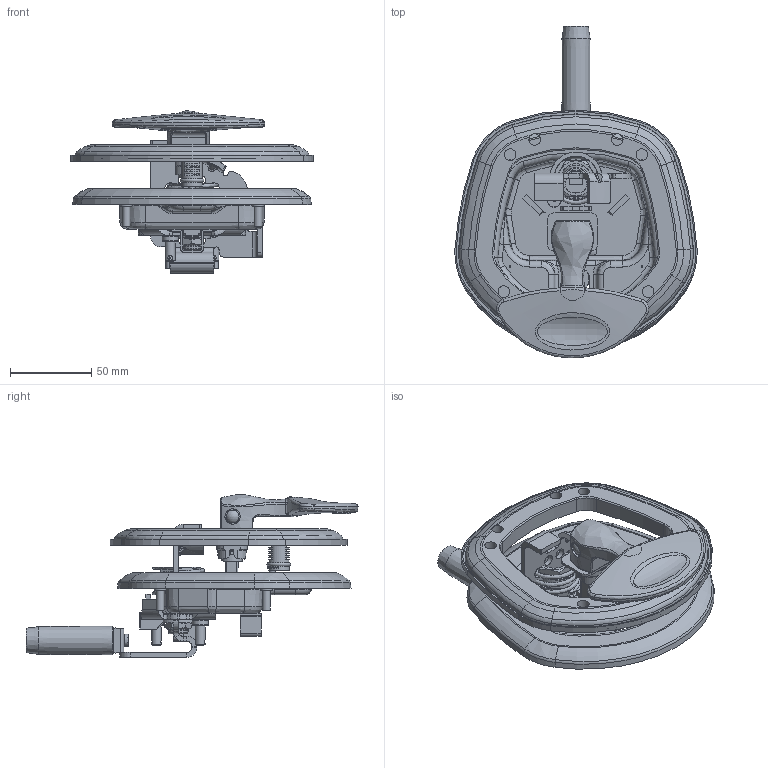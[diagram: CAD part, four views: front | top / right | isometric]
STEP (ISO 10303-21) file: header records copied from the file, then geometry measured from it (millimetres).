
FILE_DESCRIPTION(/* description */ ('KEY LOCKING COMPRESSION LATCH - THREE POINT WITH LONG ROLLER'),/* implementation_level */ '2;1');
FILE_NAME(/* name */ '6-28430-L.stp',/* time_stamp */ '2023-12-05T14:01:34-05:00',/* author */ ('dtinay'),/* organization */ ('Eberhard Manufacturing Company'),/* preprocessor_version */ 'ST-DEVELOPER v20',/* originating_system */ 'Autodesk Inventor 2024',/* authorisation */ '');
FILE_SCHEMA (('AUTOMOTIVE_DESIGN { 1 0 10303 214 3 1 1 }'));
Length unit declared in the file: inch
Products named in the file (43): 6-28430-L; 28400-57; 28400-A1; 28400-SS8; 28400-49SS; 2L-28400-11SS; 1S-28400-11SS; 1-28430-56; 1-28400-22; 1-28430-55; 1-28400-4; 28430-5; 2-28400-26SS; 1-16800-17; 28400-2; 5661-SS16; 1-28400-20; 1-28400-20 Assembled - 28400-61P5; 1-28400-20 Assembled - 2-16642DB-71; 28400-27SS; 9741; 9741_1; 6-28430-52L; 28400-50L; 28400-47L; 1-28400-48; 5-2500-7; 5-18430-8; 28400-18; 62-240-11; 34-5655-14; 28400-21SS; 1-9010DB-55; 28400-61P5; 9010DB-20; 28400-6A; 7901-18; 4901-18M; 28400-25; 2-28430-51 ...
Assembly tree (46 placements, depth 4):
  6-28430-L
    28400-57
      28400-A1
      28400-SS8
      28400-49SS  x2
      2L-28400-11SS  x2
      1S-28400-11SS  x2
    1-28430-56
      1-28400-22
      1-28430-55
        1-28400-4
        28430-5
        2-28400-26SS
        1-16800-17
        28400-2
        5661-SS16
        1-28400-20
        1-28400-20 Assembled - 28400-61P5
        1-28400-20 Assembled - 2-16642DB-71
      28400-27SS
      9741
      9741_1
    6-28430-52L
      28400-50L
        28400-47L
        1-28400-48
      5-2500-7
      5-18430-8
      28400-18
      62-240-11
    34-5655-14
    28400-21SS
    1-9010DB-55
    28400-61P5
      9010DB-20
      28400-6A
      7901-18
    4901-18M
    28400-25
    2-28430-51
      28430-49
      1-9020-2  x2
    11X-102
Bounding box: 149.13 x 204.52 x 100.2 mm (x, y, z)
Volume: 166004.5 mm3; surface area: 159718.7 mm2
Topology: 40 solids, 40 shells, 2740 faces, 6883 edges, 4364 vertices
Faces by surface type: plane 1329, bspline 503, cylinder 488, torus 233, cone 149, sphere 38
Full cylindrical faces by diameter (mm): 1.016 x4, 2 x2, 2.438 x1, 2.489 x1, 2.54 x2, 2.723 x2, 2.896 x2, 3.454 x1, 3.708 x2, 3.759 x1, 3.81 x4, 4 x3, 4.051 x1, 4.699 x1, 4.775 x5, 4.826 x2, 4.928 x1, 5.842 x1, 6.055 x2, 6.096 x2, 6.159 x2, 6.223 x1, 6.35 x1, 6.629 x18, 6.833 x2, 7.137 x10, 7.468 x1, 7.595 x1, 7.747 x1, 7.798 x1
Entity records: 98679 total; most frequent: CARTESIAN_POINT 34832, ORIENTED_EDGE 13492, DIRECTION 11817, EDGE_CURVE 6746, VERTEX_POINT 4311, AXIS2_PLACEMENT_3D 4083, LINE 3651, VECTOR 3651
